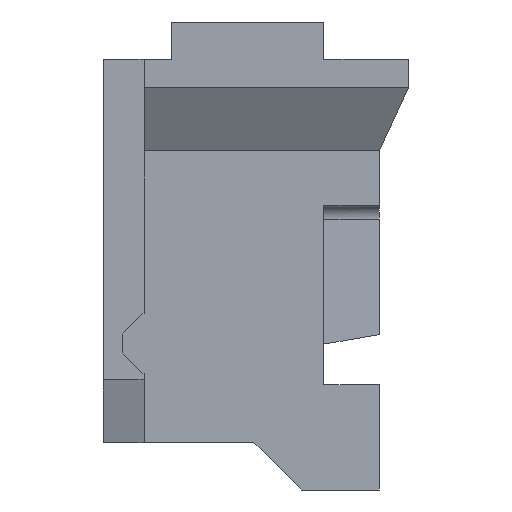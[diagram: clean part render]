
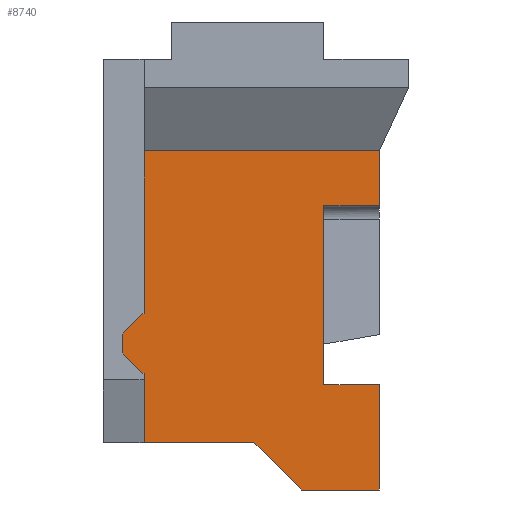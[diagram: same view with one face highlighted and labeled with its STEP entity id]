
A CAD part, left-side view. The second image highlights one B-rep face of the part: STEP entity #8740.
In plain terms, the highlighted planar face has unit normal (-1, 0, 0).
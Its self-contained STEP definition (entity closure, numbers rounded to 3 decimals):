
#350=ORIENTED_EDGE('',*,*,#2959,.F.);
#351=ORIENTED_EDGE('',*,*,#2960,.T.);
#352=ORIENTED_EDGE('',*,*,#2961,.T.);
#353=ORIENTED_EDGE('',*,*,#2952,.F.);
#354=ORIENTED_EDGE('',*,*,#2962,.F.);
#355=ORIENTED_EDGE('',*,*,#2963,.F.);
#356=ORIENTED_EDGE('',*,*,#2964,.T.);
#357=ORIENTED_EDGE('',*,*,#2853,.T.);
#358=ORIENTED_EDGE('',*,*,#2965,.F.);
#359=ORIENTED_EDGE('',*,*,#2966,.T.);
#360=ORIENTED_EDGE('',*,*,#2967,.T.);
#361=ORIENTED_EDGE('',*,*,#2881,.T.);
#362=ORIENTED_EDGE('',*,*,#2968,.F.);
#363=ORIENTED_EDGE('',*,*,#2956,.F.);
#364=ORIENTED_EDGE('',*,*,#2969,.F.);
#365=ORIENTED_EDGE('',*,*,#2970,.T.);
#2853=EDGE_CURVE('',#4153,#4159,#4999,.T.);
#2881=EDGE_CURVE('',#4185,#4095,#5027,.T.);
#2952=EDGE_CURVE('',#4251,#4252,#5080,.T.);
#2956=EDGE_CURVE('',#4255,#4256,#5084,.T.);
#2959=EDGE_CURVE('',#4258,#4259,#5087,.T.);
#2960=EDGE_CURVE('',#4258,#4260,#5088,.T.);
#2961=EDGE_CURVE('',#4260,#4252,#5089,.T.);
#2962=EDGE_CURVE('',#4261,#4251,#5090,.T.);
#2963=EDGE_CURVE('',#4262,#4261,#5091,.T.);
#2964=EDGE_CURVE('',#4262,#4153,#5092,.T.);
#2965=EDGE_CURVE('',#4263,#4159,#5093,.T.);
#2966=EDGE_CURVE('',#4263,#4264,#5094,.T.);
#2967=EDGE_CURVE('',#4264,#4185,#5095,.T.);
#2968=EDGE_CURVE('',#4256,#4095,#5096,.T.);
#2969=EDGE_CURVE('',#4265,#4255,#5097,.T.);
#2970=EDGE_CURVE('',#4265,#4259,#5098,.T.);
#4095=VERTEX_POINT('',#12102);
#4153=VERTEX_POINT('',#12227);
#4159=VERTEX_POINT('',#12239);
#4185=VERTEX_POINT('',#12298);
#4251=VERTEX_POINT('',#12436);
#4252=VERTEX_POINT('',#12438);
#4255=VERTEX_POINT('',#12444);
#4256=VERTEX_POINT('',#12446);
#4258=VERTEX_POINT('',#12452);
#4259=VERTEX_POINT('',#12453);
#4260=VERTEX_POINT('',#12455);
#4261=VERTEX_POINT('',#12458);
#4262=VERTEX_POINT('',#12460);
#4263=VERTEX_POINT('',#12463);
#4264=VERTEX_POINT('',#12465);
#4265=VERTEX_POINT('',#12469);
#4999=LINE('',#12240,#6255);
#5027=LINE('',#12297,#6283);
#5080=LINE('',#12437,#6336);
#5084=LINE('',#12445,#6340);
#5087=LINE('',#12451,#6343);
#5088=LINE('',#12454,#6344);
#5089=LINE('',#12456,#6345);
#5090=LINE('',#12457,#6346);
#5091=LINE('',#12459,#6347);
#5092=LINE('',#12461,#6348);
#5093=LINE('',#12462,#6349);
#5094=LINE('',#12464,#6350);
#5095=LINE('',#12466,#6351);
#5096=LINE('',#12467,#6352);
#5097=LINE('',#12468,#6353);
#5098=LINE('',#12470,#6354);
#6255=VECTOR('',#9854,1000.);
#6283=VECTOR('',#9890,1000.);
#6336=VECTOR('',#9983,1000.);
#6340=VECTOR('',#9987,1000.);
#6343=VECTOR('',#9992,1000.);
#6344=VECTOR('',#9993,1000.);
#6345=VECTOR('',#9994,1000.);
#6346=VECTOR('',#9995,1000.);
#6347=VECTOR('',#9996,1000.);
#6348=VECTOR('',#9997,1000.);
#6349=VECTOR('',#9998,1000.);
#6350=VECTOR('',#9999,1000.);
#6351=VECTOR('',#10000,1000.);
#6352=VECTOR('',#10001,1000.);
#6353=VECTOR('',#10002,1000.);
#6354=VECTOR('',#10003,1000.);
#7393=EDGE_LOOP('',(#350,#351,#352,#353,#354,#355,#356,#357,#358,#359,#360,
#361,#362,#363,#364,#365));
#7851=FACE_BOUND('',#7393,.T.);
#8309=PLANE('',#9222);
#8740=ADVANCED_FACE('',(#7851),#8309,.F.);
#9222=AXIS2_PLACEMENT_3D('',#12450,#9990,#9991);
#9854=DIRECTION('',(0.,0.,1.));
#9890=DIRECTION('',(0.,0.,1.));
#9983=DIRECTION('',(0.,0.,1.));
#9987=DIRECTION('',(0.,0.,1.));
#9990=DIRECTION('',(1.,0.,0.));
#9991=DIRECTION('',(0.,0.,-1.));
#9992=DIRECTION('',(0.,0.,1.));
#9993=DIRECTION('',(0.,-0.707,-0.707));
#9994=DIRECTION('',(0.,-1.,0.));
#9995=DIRECTION('',(0.,1.,0.));
#9996=DIRECTION('',(0.,0.707,0.707));
#9997=DIRECTION('',(0.,-1.,0.));
#9998=DIRECTION('',(0.,-1.,0.));
#9999=DIRECTION('',(0.,0.,1.));
#10000=DIRECTION('',(0.,-1.,0.));
#10001=DIRECTION('',(0.,-1.,0.));
#10002=DIRECTION('',(0.,-1.,0.));
#10003=DIRECTION('',(0.,0.707,-0.707));
#12102=CARTESIAN_POINT('',(-9.3,-1.52,1.2));
#12227=CARTESIAN_POINT('',(-9.3,-1.52,-3.8));
#12239=CARTESIAN_POINT('',(-9.3,-1.52,-2.25));
#12240=CARTESIAN_POINT('',(-9.3,-1.52,-3.8));
#12297=CARTESIAN_POINT('',(-9.3,-1.52,-3.8));
#12298=CARTESIAN_POINT('',(-9.3,-1.52,0.395));
#12436=CARTESIAN_POINT('',(-9.3,1.95,-3.1));
#12437=CARTESIAN_POINT('',(-9.3,1.95,-3.1));
#12438=CARTESIAN_POINT('',(-9.3,1.95,-2.08));
#12444=CARTESIAN_POINT('',(-9.3,1.95,-1.2));
#12445=CARTESIAN_POINT('',(-9.3,1.95,-3.1));
#12446=CARTESIAN_POINT('',(-9.3,1.95,1.2));
#12450=CARTESIAN_POINT('',(-9.3,19.715,-3.8));
#12451=CARTESIAN_POINT('',(-9.3,2.27,-2.08));
#12452=CARTESIAN_POINT('',(-9.3,2.27,-1.78));
#12453=CARTESIAN_POINT('',(-9.3,2.27,-1.5));
#12454=CARTESIAN_POINT('',(-9.3,2.27,-1.78));
#12455=CARTESIAN_POINT('',(-9.3,1.97,-2.08));
#12456=CARTESIAN_POINT('',(-9.3,2.27,-2.08));
#12457=CARTESIAN_POINT('',(-9.3,0.33,-3.1));
#12458=CARTESIAN_POINT('',(-9.3,0.33,-3.1));
#12459=CARTESIAN_POINT('',(-9.3,-0.37,-3.8));
#12460=CARTESIAN_POINT('',(-9.3,-0.37,-3.8));
#12461=CARTESIAN_POINT('',(-9.3,19.715,-3.8));
#12462=CARTESIAN_POINT('',(-9.3,-0.7,-2.25));
#12463=CARTESIAN_POINT('',(-9.3,-0.7,-2.25));
#12464=CARTESIAN_POINT('',(-9.3,-0.7,-2.25));
#12465=CARTESIAN_POINT('',(-9.3,-0.7,0.395));
#12466=CARTESIAN_POINT('',(-9.3,-0.7,0.395));
#12467=CARTESIAN_POINT('',(-9.3,19.715,1.2));
#12468=CARTESIAN_POINT('',(-9.3,2.27,-1.2));
#12469=CARTESIAN_POINT('',(-9.3,1.97,-1.2));
#12470=CARTESIAN_POINT('',(-9.3,2.27,-1.5));
